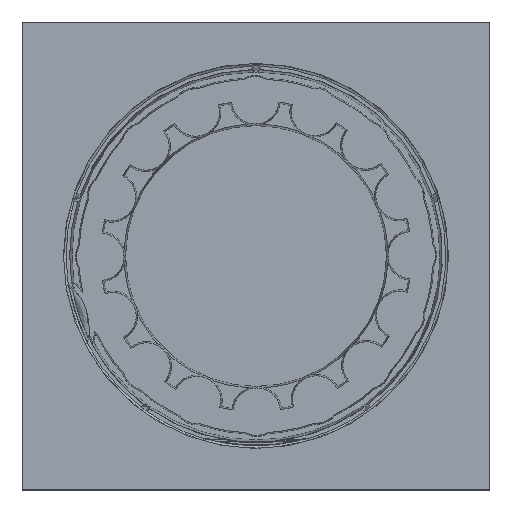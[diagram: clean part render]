
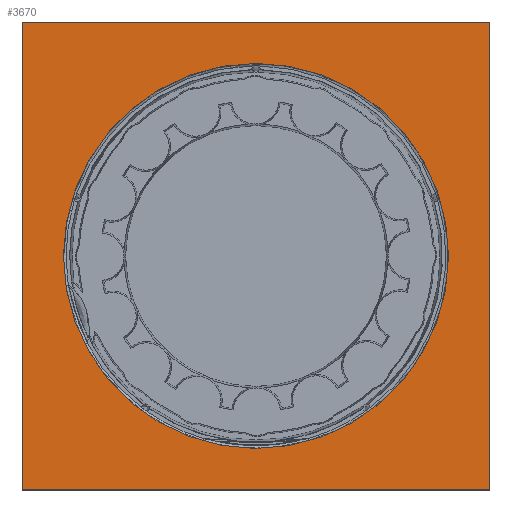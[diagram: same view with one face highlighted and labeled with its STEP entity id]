
A CAD part, top view. The second image highlights one B-rep face of the part: STEP entity #3670.
In plain terms, the highlighted planar face has unit normal (0, 0, 1).
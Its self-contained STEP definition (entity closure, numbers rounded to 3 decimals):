
#372=FACE_BOUND('',#853,.T.);
#374=CIRCLE('',#3892,32.926);
#375=CIRCLE('',#3893,32.926);
#647=FACE_OUTER_BOUND('',#852,.T.);
#852=EDGE_LOOP('',(#2332,#2333,#2334,#2335));
#853=EDGE_LOOP('',(#2336,#2337));
#1059=LINE('',#5508,#1173);
#1060=LINE('',#5510,#1174);
#1061=LINE('',#5512,#1175);
#1062=LINE('',#5513,#1176);
#1173=VECTOR('',#4396,10.);
#1174=VECTOR('',#4397,10.);
#1175=VECTOR('',#4398,10.);
#1176=VECTOR('',#4399,10.);
#1287=VERTEX_POINT('',#5506);
#1288=VERTEX_POINT('',#5507);
#1289=VERTEX_POINT('',#5509);
#1290=VERTEX_POINT('',#5511);
#1291=VERTEX_POINT('',#5514);
#1292=VERTEX_POINT('',#5515);
#1709=EDGE_CURVE('',#1287,#1288,#1059,.T.);
#1710=EDGE_CURVE('',#1288,#1289,#1060,.T.);
#1711=EDGE_CURVE('',#1289,#1290,#1061,.T.);
#1712=EDGE_CURVE('',#1290,#1287,#1062,.T.);
#1713=EDGE_CURVE('',#1291,#1292,#374,.T.);
#1714=EDGE_CURVE('',#1292,#1291,#375,.T.);
#2332=ORIENTED_EDGE('',*,*,#1709,.T.);
#2333=ORIENTED_EDGE('',*,*,#1710,.T.);
#2334=ORIENTED_EDGE('',*,*,#1711,.T.);
#2335=ORIENTED_EDGE('',*,*,#1712,.T.);
#2336=ORIENTED_EDGE('',*,*,#1713,.T.);
#2337=ORIENTED_EDGE('',*,*,#1714,.T.);
#3578=PLANE('',#3891);
#3670=ADVANCED_FACE('',(#647,#372),#3578,.T.);
#3891=AXIS2_PLACEMENT_3D('',#5505,#4394,#4395);
#3892=AXIS2_PLACEMENT_3D('',#5516,#4400,#4401);
#3893=AXIS2_PLACEMENT_3D('',#5517,#4402,#4403);
#4394=DIRECTION('center_axis',(0.,0.,1.));
#4395=DIRECTION('ref_axis',(1.,0.,0.));
#4396=DIRECTION('',(1.,0.,0.));
#4397=DIRECTION('',(0.,1.,0.));
#4398=DIRECTION('',(-1.,0.,0.));
#4399=DIRECTION('',(0.,-1.,0.));
#4400=DIRECTION('center_axis',(0.,0.,
-1.));
#4401=DIRECTION('ref_axis',(1.,0.,0.));
#4402=DIRECTION('center_axis',(0.,0.,
-1.));
#4403=DIRECTION('ref_axis',(1.,0.,0.));
#5505=CARTESIAN_POINT('Origin',(-0.038,18.952,12.495));
#5506=CARTESIAN_POINT('',(-40.038,-21.048,12.495));
#5507=CARTESIAN_POINT('',(39.962,-21.048,12.495));
#5508=CARTESIAN_POINT('',(-20.038,-21.048,12.495));
#5509=CARTESIAN_POINT('',(39.962,58.952,12.495));
#5510=CARTESIAN_POINT('',(39.962,-1.048,12.495));
#5511=CARTESIAN_POINT('',(-40.038,58.952,12.495));
#5512=CARTESIAN_POINT('',(19.962,58.952,12.495));
#5513=CARTESIAN_POINT('',(-40.038,38.952,12.495));
#5514=CARTESIAN_POINT('',(-5.936,-13.441,12.495));
#5515=CARTESIAN_POINT('',(-32.964,18.952,12.495));
#5516=CARTESIAN_POINT('Origin',(-0.038,18.952,12.495));
#5517=CARTESIAN_POINT('Origin',(-0.038,18.952,12.495));
